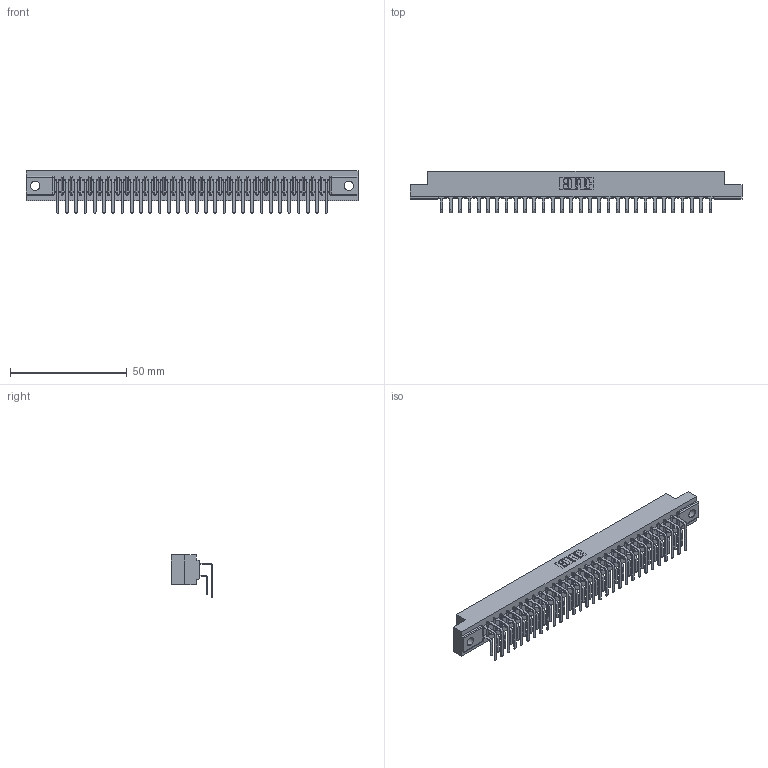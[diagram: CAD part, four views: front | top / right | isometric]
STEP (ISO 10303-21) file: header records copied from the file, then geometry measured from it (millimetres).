
FILE_DESCRIPTION (( 'STEP AP203' ), '1' );
FILE_NAME ('307-030-459-104.STEP', '2020-09-28T11:24:06', ( '' ), ( '' ), 'SwSTEP 2.0', 'SolidWorks 2020', '' );
FILE_SCHEMA (( 'CONFIG_CONTROL_DESIGN' ));
Length unit declared in the file: inch
Products named in the file (4): 307-290-001_558 559 - 1 (Single); 307-030-459-104; 307 Part_.156 Dia Mounting Holes; 307-290-001_559 - 2 (Single)
Assembly tree (61 placements, depth 2):
  307-030-459-104
    307 Part_.156 Dia Mounting Holes
    307-290-001_558 559 - 1 (Single)  x30
    307-290-001_559 - 2 (Single)  x30
Bounding box: 141.88 x 17.69 x 18.07 mm (x, y, z)
Volume: 15162.7 mm3; surface area: 19693.3 mm2
Topology: 61 solids, 61 shells, 3163 faces, 8879 edges, 5754 vertices
Faces by surface type: plane 2064, cylinder 1037, sphere 62
Entity records: 30023 total; most frequent: CARTESIAN_POINT 4922, ORIENTED_EDGE 4874, DIRECTION 4817, EDGE_CURVE 2437, LINE 1871, VECTOR 1871, VERTEX_POINT 1578, AXIS2_PLACEMENT_3D 1473
